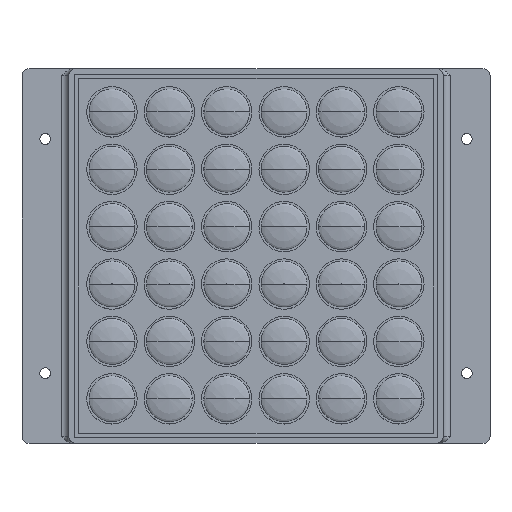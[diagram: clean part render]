
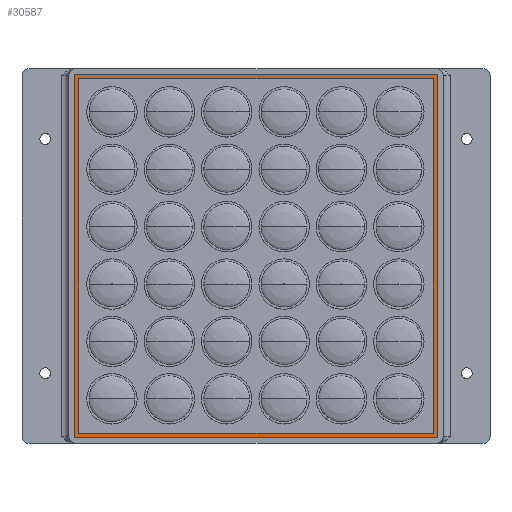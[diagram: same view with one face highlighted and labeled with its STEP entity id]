
A CAD part, top view. The second image highlights one B-rep face of the part: STEP entity #30587.
In plain terms, the highlighted planar face has unit normal (0, 0, 1).
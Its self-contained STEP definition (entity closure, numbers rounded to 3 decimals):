
#26053 = PLANE('',#26054);
#26054 = AXIS2_PLACEMENT_3D('',#26055,#26056,#26057);
#26055 = CARTESIAN_POINT('',(-99.235,-78.955,
    41.69));
#26056 = DIRECTION('',(-0.,1.,0.));
#26057 = DIRECTION('',(1.,0.,0.));
#26081 = PLANE('',#26082);
#26082 = AXIS2_PLACEMENT_3D('',#26083,#26084,#26085);
#26083 = CARTESIAN_POINT('',(-99.235,-78.955,
    41.69));
#26084 = DIRECTION('',(1.,0.,0.));
#26085 = DIRECTION('',(-0.,1.,0.));
#26109 = PLANE('',#26110);
#26110 = AXIS2_PLACEMENT_3D('',#26111,#26112,#26113);
#26111 = CARTESIAN_POINT('',(-99.235,76.045,
    41.69));
#26112 = DIRECTION('',(-0.,1.,0.));
#26113 = DIRECTION('',(1.,0.,0.));
#26135 = PLANE('',#26136);
#26136 = AXIS2_PLACEMENT_3D('',#26137,#26138,#26139);
#26137 = CARTESIAN_POINT('',(55.765,-78.955,
    41.69));
#26138 = DIRECTION('',(1.,0.,0.));
#26139 = DIRECTION('',(-0.,1.,0.));
#28553 = VERTEX_POINT('',#28554);
#28554 = CARTESIAN_POINT('',(55.765,-78.955,
    41.69));
#28575 = EDGE_CURVE('',#28576,#28553,#28578,.T.);
#28576 = VERTEX_POINT('',#28577);
#28577 = CARTESIAN_POINT('',(-99.235,-78.955,
    41.69));
#28578 = SURFACE_CURVE('',#28579,(#28583,#28590),.PCURVE_S1.);
#28579 = LINE('',#28580,#28581);
#28580 = CARTESIAN_POINT('',(-99.235,-78.955,
    41.69));
#28581 = VECTOR('',#28582,1.);
#28582 = DIRECTION('',(1.,0.,0.));
#28583 = PCURVE('',#26053,#28584);
#28584 = DEFINITIONAL_REPRESENTATION('',(#28585),#28589);
#28585 = LINE('',#28586,#28587);
#28586 = CARTESIAN_POINT('',(0.,0.));
#28587 = VECTOR('',#28588,1.);
#28588 = DIRECTION('',(1.,0.));
#28589 = ( GEOMETRIC_REPRESENTATION_CONTEXT(2) 
PARAMETRIC_REPRESENTATION_CONTEXT() REPRESENTATION_CONTEXT('2D SPACE',''
  ) );
#28590 = PCURVE('',#28591,#28596);
#28591 = PLANE('',#28592);
#28592 = AXIS2_PLACEMENT_3D('',#28593,#28594,#28595);
#28593 = CARTESIAN_POINT('',(-99.235,-78.955,
    41.69));
#28594 = DIRECTION('',(0.,0.,1.));
#28595 = DIRECTION('',(1.,0.,-0.));
#28596 = DEFINITIONAL_REPRESENTATION('',(#28597),#28601);
#28597 = LINE('',#28598,#28599);
#28598 = CARTESIAN_POINT('',(0.,0.));
#28599 = VECTOR('',#28600,1.);
#28600 = DIRECTION('',(1.,0.));
#28601 = ( GEOMETRIC_REPRESENTATION_CONTEXT(2) 
PARAMETRIC_REPRESENTATION_CONTEXT() REPRESENTATION_CONTEXT('2D SPACE',''
  ) );
#28630 = VERTEX_POINT('',#28631);
#28631 = CARTESIAN_POINT('',(55.765,76.045,
    41.69));
#28652 = EDGE_CURVE('',#28553,#28630,#28653,.T.);
#28653 = SURFACE_CURVE('',#28654,(#28658,#28665),.PCURVE_S1.);
#28654 = LINE('',#28655,#28656);
#28655 = CARTESIAN_POINT('',(55.765,-78.955,
    41.69));
#28656 = VECTOR('',#28657,1.);
#28657 = DIRECTION('',(0.,1.,0.));
#28658 = PCURVE('',#26135,#28659);
#28659 = DEFINITIONAL_REPRESENTATION('',(#28660),#28664);
#28660 = LINE('',#28661,#28662);
#28661 = CARTESIAN_POINT('',(0.,0.));
#28662 = VECTOR('',#28663,1.);
#28663 = DIRECTION('',(1.,0.));
#28664 = ( GEOMETRIC_REPRESENTATION_CONTEXT(2) 
PARAMETRIC_REPRESENTATION_CONTEXT() REPRESENTATION_CONTEXT('2D SPACE',''
  ) );
#28665 = PCURVE('',#28591,#28666);
#28666 = DEFINITIONAL_REPRESENTATION('',(#28667),#28671);
#28667 = LINE('',#28668,#28669);
#28668 = CARTESIAN_POINT('',(155.,0.));
#28669 = VECTOR('',#28670,1.);
#28670 = DIRECTION('',(0.,1.));
#28671 = ( GEOMETRIC_REPRESENTATION_CONTEXT(2) 
PARAMETRIC_REPRESENTATION_CONTEXT() REPRESENTATION_CONTEXT('2D SPACE',''
  ) );
#28679 = VERTEX_POINT('',#28680);
#28680 = CARTESIAN_POINT('',(-99.235,76.045,
    41.69));
#28701 = EDGE_CURVE('',#28679,#28630,#28702,.T.);
#28702 = SURFACE_CURVE('',#28703,(#28707,#28714),.PCURVE_S1.);
#28703 = LINE('',#28704,#28705);
#28704 = CARTESIAN_POINT('',(-99.235,76.045,
    41.69));
#28705 = VECTOR('',#28706,1.);
#28706 = DIRECTION('',(1.,0.,0.));
#28707 = PCURVE('',#26109,#28708);
#28708 = DEFINITIONAL_REPRESENTATION('',(#28709),#28713);
#28709 = LINE('',#28710,#28711);
#28710 = CARTESIAN_POINT('',(0.,0.));
#28711 = VECTOR('',#28712,1.);
#28712 = DIRECTION('',(1.,0.));
#28713 = ( GEOMETRIC_REPRESENTATION_CONTEXT(2) 
PARAMETRIC_REPRESENTATION_CONTEXT() REPRESENTATION_CONTEXT('2D SPACE',''
  ) );
#28714 = PCURVE('',#28591,#28715);
#28715 = DEFINITIONAL_REPRESENTATION('',(#28716),#28720);
#28716 = LINE('',#28717,#28718);
#28717 = CARTESIAN_POINT('',(0.,155.));
#28718 = VECTOR('',#28719,1.);
#28719 = DIRECTION('',(1.,0.));
#28720 = ( GEOMETRIC_REPRESENTATION_CONTEXT(2) 
PARAMETRIC_REPRESENTATION_CONTEXT() REPRESENTATION_CONTEXT('2D SPACE',''
  ) );
#28727 = EDGE_CURVE('',#28576,#28679,#28728,.T.);
#28728 = SURFACE_CURVE('',#28729,(#28733,#28740),.PCURVE_S1.);
#28729 = LINE('',#28730,#28731);
#28730 = CARTESIAN_POINT('',(-99.235,-78.955,
    41.69));
#28731 = VECTOR('',#28732,1.);
#28732 = DIRECTION('',(0.,1.,0.));
#28733 = PCURVE('',#26081,#28734);
#28734 = DEFINITIONAL_REPRESENTATION('',(#28735),#28739);
#28735 = LINE('',#28736,#28737);
#28736 = CARTESIAN_POINT('',(0.,0.));
#28737 = VECTOR('',#28738,1.);
#28738 = DIRECTION('',(1.,0.));
#28739 = ( GEOMETRIC_REPRESENTATION_CONTEXT(2) 
PARAMETRIC_REPRESENTATION_CONTEXT() REPRESENTATION_CONTEXT('2D SPACE',''
  ) );
#28740 = PCURVE('',#28591,#28741);
#28741 = DEFINITIONAL_REPRESENTATION('',(#28742),#28746);
#28742 = LINE('',#28743,#28744);
#28743 = CARTESIAN_POINT('',(0.,0.));
#28744 = VECTOR('',#28745,1.);
#28745 = DIRECTION('',(0.,1.));
#28746 = ( GEOMETRIC_REPRESENTATION_CONTEXT(2) 
PARAMETRIC_REPRESENTATION_CONTEXT() REPRESENTATION_CONTEXT('2D SPACE',''
  ) );
#30587 = ADVANCED_FACE('',(#30588,#30594),#28591,.T.);
#30588 = FACE_BOUND('',#30589,.T.);
#30589 = EDGE_LOOP('',(#30590,#30591,#30592,#30593));
#30590 = ORIENTED_EDGE('',*,*,#28727,.F.);
#30591 = ORIENTED_EDGE('',*,*,#28575,.T.);
#30592 = ORIENTED_EDGE('',*,*,#28652,.T.);
#30593 = ORIENTED_EDGE('',*,*,#28701,.F.);
#30594 = FACE_BOUND('',#30595,.T.);
#30595 = EDGE_LOOP('',(#30596,#30626,#30654,#30682));
#30596 = ORIENTED_EDGE('',*,*,#30597,.F.);
#30597 = EDGE_CURVE('',#30598,#30600,#30602,.T.);
#30598 = VERTEX_POINT('',#30599);
#30599 = CARTESIAN_POINT('',(-97.485,74.295,
    41.69));
#30600 = VERTEX_POINT('',#30601);
#30601 = CARTESIAN_POINT('',(-97.485,-77.205,
    41.69));
#30602 = SURFACE_CURVE('',#30603,(#30607,#30614),.PCURVE_S1.);
#30603 = LINE('',#30604,#30605);
#30604 = CARTESIAN_POINT('',(-97.485,-78.08,
    41.69));
#30605 = VECTOR('',#30606,1.);
#30606 = DIRECTION('',(0.,-1.,0.));
#30607 = PCURVE('',#28591,#30608);
#30608 = DEFINITIONAL_REPRESENTATION('',(#30609),#30613);
#30609 = LINE('',#30610,#30611);
#30610 = CARTESIAN_POINT('',(1.75,0.875));
#30611 = VECTOR('',#30612,1.);
#30612 = DIRECTION('',(0.,-1.));
#30613 = ( GEOMETRIC_REPRESENTATION_CONTEXT(2) 
PARAMETRIC_REPRESENTATION_CONTEXT() REPRESENTATION_CONTEXT('2D SPACE',''
  ) );
#30614 = PCURVE('',#30615,#30620);
#30615 = PLANE('',#30616);
#30616 = AXIS2_PLACEMENT_3D('',#30617,#30618,#30619);
#30617 = CARTESIAN_POINT('',(-97.485,-77.205,
    23.69));
#30618 = DIRECTION('',(1.,0.,0.));
#30619 = DIRECTION('',(-0.,1.,0.));
#30620 = DEFINITIONAL_REPRESENTATION('',(#30621),#30625);
#30621 = LINE('',#30622,#30623);
#30622 = CARTESIAN_POINT('',(-0.875,18.));
#30623 = VECTOR('',#30624,1.);
#30624 = DIRECTION('',(-1.,0.));
#30625 = ( GEOMETRIC_REPRESENTATION_CONTEXT(2) 
PARAMETRIC_REPRESENTATION_CONTEXT() REPRESENTATION_CONTEXT('2D SPACE',''
  ) );
#30626 = ORIENTED_EDGE('',*,*,#30627,.T.);
#30627 = EDGE_CURVE('',#30598,#30628,#30630,.T.);
#30628 = VERTEX_POINT('',#30629);
#30629 = CARTESIAN_POINT('',(54.015,74.295,
    41.69));
#30630 = SURFACE_CURVE('',#30631,(#30635,#30642),.PCURVE_S1.);
#30631 = LINE('',#30632,#30633);
#30632 = CARTESIAN_POINT('',(-98.36,74.295,
    41.69));
#30633 = VECTOR('',#30634,1.);
#30634 = DIRECTION('',(1.,0.,0.));
#30635 = PCURVE('',#28591,#30636);
#30636 = DEFINITIONAL_REPRESENTATION('',(#30637),#30641);
#30637 = LINE('',#30638,#30639);
#30638 = CARTESIAN_POINT('',(0.875,153.25));
#30639 = VECTOR('',#30640,1.);
#30640 = DIRECTION('',(1.,0.));
#30641 = ( GEOMETRIC_REPRESENTATION_CONTEXT(2) 
PARAMETRIC_REPRESENTATION_CONTEXT() REPRESENTATION_CONTEXT('2D SPACE',''
  ) );
#30642 = PCURVE('',#30643,#30648);
#30643 = PLANE('',#30644);
#30644 = AXIS2_PLACEMENT_3D('',#30645,#30646,#30647);
#30645 = CARTESIAN_POINT('',(-97.485,74.295,
    23.69));
#30646 = DIRECTION('',(-0.,1.,0.));
#30647 = DIRECTION('',(1.,0.,0.));
#30648 = DEFINITIONAL_REPRESENTATION('',(#30649),#30653);
#30649 = LINE('',#30650,#30651);
#30650 = CARTESIAN_POINT('',(-0.875,-18.));
#30651 = VECTOR('',#30652,1.);
#30652 = DIRECTION('',(1.,0.));
#30653 = ( GEOMETRIC_REPRESENTATION_CONTEXT(2) 
PARAMETRIC_REPRESENTATION_CONTEXT() REPRESENTATION_CONTEXT('2D SPACE',''
  ) );
#30654 = ORIENTED_EDGE('',*,*,#30655,.T.);
#30655 = EDGE_CURVE('',#30628,#30656,#30658,.T.);
#30656 = VERTEX_POINT('',#30657);
#30657 = CARTESIAN_POINT('',(54.015,-77.205,
    41.69));
#30658 = SURFACE_CURVE('',#30659,(#30663,#30670),.PCURVE_S1.);
#30659 = LINE('',#30660,#30661);
#30660 = CARTESIAN_POINT('',(54.015,-78.08,
    41.69));
#30661 = VECTOR('',#30662,1.);
#30662 = DIRECTION('',(0.,-1.,0.));
#30663 = PCURVE('',#28591,#30664);
#30664 = DEFINITIONAL_REPRESENTATION('',(#30665),#30669);
#30665 = LINE('',#30666,#30667);
#30666 = CARTESIAN_POINT('',(153.25,0.875));
#30667 = VECTOR('',#30668,1.);
#30668 = DIRECTION('',(0.,-1.));
#30669 = ( GEOMETRIC_REPRESENTATION_CONTEXT(2) 
PARAMETRIC_REPRESENTATION_CONTEXT() REPRESENTATION_CONTEXT('2D SPACE',''
  ) );
#30670 = PCURVE('',#30671,#30676);
#30671 = PLANE('',#30672);
#30672 = AXIS2_PLACEMENT_3D('',#30673,#30674,#30675);
#30673 = CARTESIAN_POINT('',(54.015,-77.205,
    23.69));
#30674 = DIRECTION('',(1.,0.,0.));
#30675 = DIRECTION('',(-0.,1.,0.));
#30676 = DEFINITIONAL_REPRESENTATION('',(#30677),#30681);
#30677 = LINE('',#30678,#30679);
#30678 = CARTESIAN_POINT('',(-0.875,18.));
#30679 = VECTOR('',#30680,1.);
#30680 = DIRECTION('',(-1.,0.));
#30681 = ( GEOMETRIC_REPRESENTATION_CONTEXT(2) 
PARAMETRIC_REPRESENTATION_CONTEXT() REPRESENTATION_CONTEXT('2D SPACE',''
  ) );
#30682 = ORIENTED_EDGE('',*,*,#30683,.F.);
#30683 = EDGE_CURVE('',#30600,#30656,#30684,.T.);
#30684 = SURFACE_CURVE('',#30685,(#30689,#30696),.PCURVE_S1.);
#30685 = LINE('',#30686,#30687);
#30686 = CARTESIAN_POINT('',(-98.36,-77.205,
    41.69));
#30687 = VECTOR('',#30688,1.);
#30688 = DIRECTION('',(1.,0.,0.));
#30689 = PCURVE('',#28591,#30690);
#30690 = DEFINITIONAL_REPRESENTATION('',(#30691),#30695);
#30691 = LINE('',#30692,#30693);
#30692 = CARTESIAN_POINT('',(0.875,1.75));
#30693 = VECTOR('',#30694,1.);
#30694 = DIRECTION('',(1.,0.));
#30695 = ( GEOMETRIC_REPRESENTATION_CONTEXT(2) 
PARAMETRIC_REPRESENTATION_CONTEXT() REPRESENTATION_CONTEXT('2D SPACE',''
  ) );
#30696 = PCURVE('',#30697,#30702);
#30697 = PLANE('',#30698);
#30698 = AXIS2_PLACEMENT_3D('',#30699,#30700,#30701);
#30699 = CARTESIAN_POINT('',(-97.485,-77.205,
    23.69));
#30700 = DIRECTION('',(-0.,1.,0.));
#30701 = DIRECTION('',(1.,0.,0.));
#30702 = DEFINITIONAL_REPRESENTATION('',(#30703),#30707);
#30703 = LINE('',#30704,#30705);
#30704 = CARTESIAN_POINT('',(-0.875,-18.));
#30705 = VECTOR('',#30706,1.);
#30706 = DIRECTION('',(1.,0.));
#30707 = ( GEOMETRIC_REPRESENTATION_CONTEXT(2) 
PARAMETRIC_REPRESENTATION_CONTEXT() REPRESENTATION_CONTEXT('2D SPACE',''
  ) );
